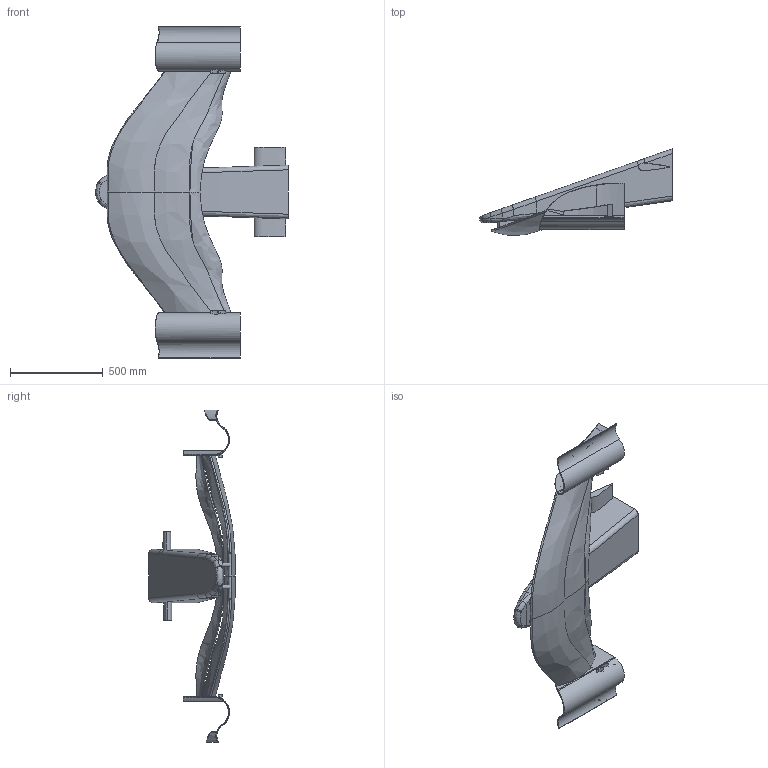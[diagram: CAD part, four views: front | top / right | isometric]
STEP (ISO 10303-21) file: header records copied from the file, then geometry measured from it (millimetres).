
FILE_DESCRIPTION (( 'STEP AP214' ), '1' );
FILE_NAME ('2026 Front Wing_Optimising.STEP', '2025-07-09T07:13:04', ( '' ), ( '' ), 'SwSTEP 2.0', 'SolidWorks 2017', '' );
FILE_SCHEMA (( 'AUTOMOTIVE_DESIGN' ));
Length unit declared in the file: millimetre
Products named in the file (1): 2026 Front Wing_Optimising
Bounding box: 1038.07 x 466.62 x 1788.54 mm (x, y, z)
Volume: 53912337.6 mm3; surface area: 3330808.6 mm2
Topology: 1 solids, 1 shells, 208 faces, 510 edges, 311 vertices
Faces by surface type: bspline 87, cylinder 65, plane 36, torus 12, sphere 8
Entity records: 12114 total; most frequent: CARTESIAN_POINT 7965, ORIENTED_EDGE 1012, DIRECTION 651, EDGE_CURVE 506, VERTEX_POINT 309, AXIS2_PLACEMENT_3D 262, EDGE_LOOP 223, ADVANCED_FACE 208
